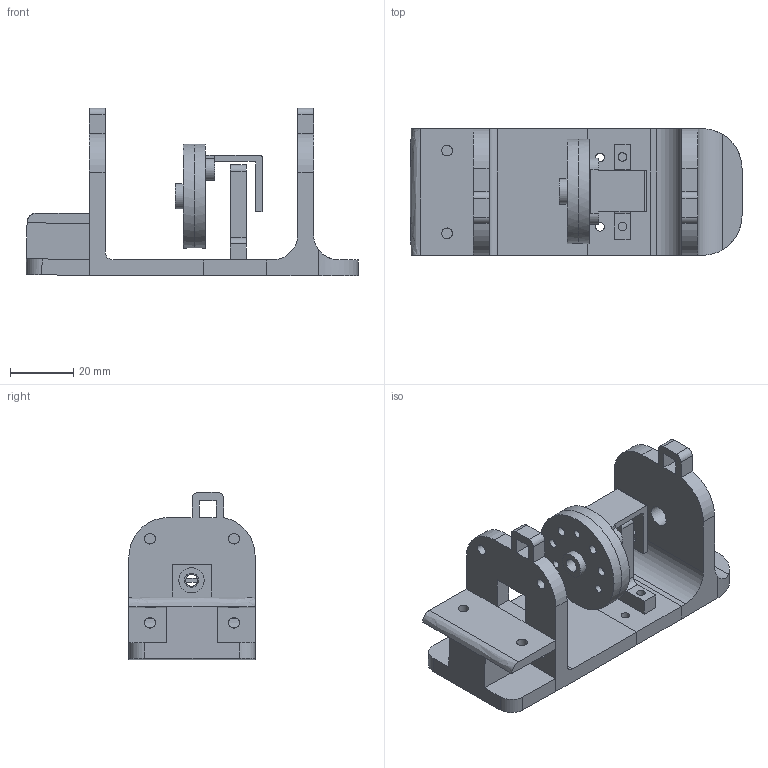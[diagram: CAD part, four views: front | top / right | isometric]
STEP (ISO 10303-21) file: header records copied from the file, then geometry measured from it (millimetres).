
FILE_DESCRIPTION(/* description */ (''),/* implementation_level */ '2;1');
FILE_NAME(/* name */ 'Device Fitting.step',/* time_stamp */ '2023-07-30T19:05:30+08:00',/* author */ (''),/* organization */ (''),/* preprocessor_version */ 'ST-DEVELOPER v19.2',/* originating_system */ 'Autodesk Translation Framework v11.17.0.187',/* authorisation */ '');
FILE_SCHEMA (('AUTOMOTIVE_DESIGN { 1 0 10303 214 3 1 1 }'));
Length unit declared in the file: millimetre
Products named in the file (8): Device Fitting; Device Fitting Sample v1; Fitting; Mount; Clutch Connector v11; Connector v10; Component7; Encoder
Assembly tree (7 placements, depth 3):
  Device Fitting
    Device Fitting Sample v1
      Fitting
    Mount
    Clutch Connector v11
      Connector v10
      Component7
    Encoder
Bounding box: 105.08 x 40 x 53.02 mm (x, y, z)
Volume: 51077.1 mm3; surface area: 26799.1 mm2
Topology: 7 solids, 7 shells, 165 faces, 431 edges, 285 vertices
Faces by surface type: plane 102, cylinder 62, bspline 1
Full cylindrical faces by diameter (mm): 1.8 x2, 2.5 x8, 2.7 x4, 2.9 x8, 3.4 x6, 3.7 x1, 4.5 x2, 6.6 x1, 8 x1, 33 x2
Entity records: 5480 total; most frequent: CARTESIAN_POINT 957, DIRECTION 913, ORIENTED_EDGE 862, EDGE_CURVE 431, AXIS2_PLACEMENT_3D 307, LINE 299, VECTOR 299, VERTEX_POINT 285
